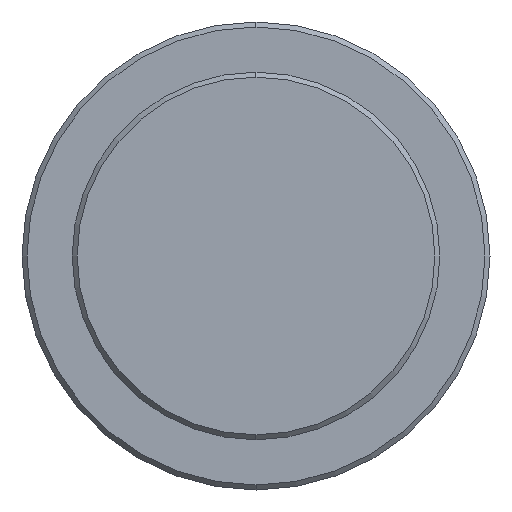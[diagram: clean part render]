
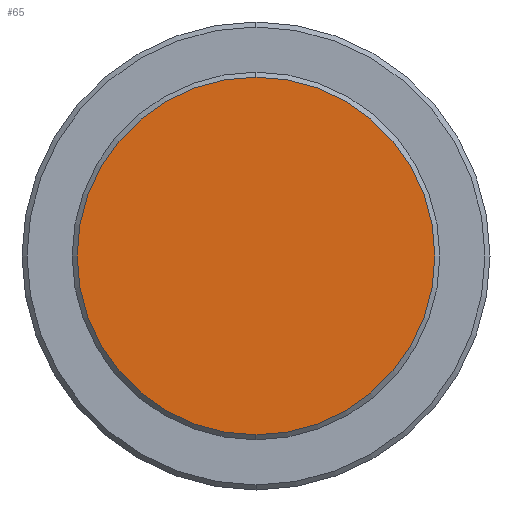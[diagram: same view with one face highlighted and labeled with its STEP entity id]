
A CAD part, left-side view. The second image highlights one B-rep face of the part: STEP entity #65.
In plain terms, the highlighted planar face has unit normal (-1, 0, 0).
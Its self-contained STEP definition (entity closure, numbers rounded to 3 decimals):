
#6 = CIRCLE ( 'NONE', #227, 10.7 ) ;
#16 = DIRECTION ( 'NONE',  ( 0., 0., 1. ) ) ;
#38 = CARTESIAN_POINT ( 'NONE',  ( 0., 0., -10.7 ) ) ;
#65 = ADVANCED_FACE ( 'NONE', ( #521 ), #117, .F. ) ;
#68 = VERTEX_POINT ( 'NONE', #358 ) ;
#117 = PLANE ( 'NONE',  #144 ) ;
#122 = DIRECTION ( 'NONE',  ( 1., 0., 0. ) ) ;
#123 = DIRECTION ( 'NONE',  ( -1., 0., 0. ) ) ;
#130 = VERTEX_POINT ( 'NONE', #38 ) ;
#144 = AXIS2_PLACEMENT_3D ( 'NONE', #225, #122, #276 ) ;
#157 = CARTESIAN_POINT ( 'NONE',  ( 0., 0., 0. ) ) ;
#190 = ORIENTED_EDGE ( 'NONE', *, *, #502, .T. ) ;
#225 = CARTESIAN_POINT ( 'NONE',  ( 0., 0., 0. ) ) ;
#227 = AXIS2_PLACEMENT_3D ( 'NONE', #157, #486, #16 ) ;
#270 = EDGE_CURVE ( 'NONE', #130, #68, #408, .T. ) ;
#276 = DIRECTION ( 'NONE',  ( 0., 0., -1. ) ) ;
#358 = CARTESIAN_POINT ( 'NONE',  ( 0., 0., 10.7 ) ) ;
#408 = CIRCLE ( 'NONE', #535, 10.7 ) ;
#418 = DIRECTION ( 'NONE',  ( 0., 0., 1. ) ) ;
#425 = EDGE_LOOP ( 'NONE', ( #544, #190 ) ) ;
#454 = CARTESIAN_POINT ( 'NONE',  ( 0., 0., 0. ) ) ;
#486 = DIRECTION ( 'NONE',  ( -1., 0., 0. ) ) ;
#502 = EDGE_CURVE ( 'NONE', #68, #130, #6, .T. ) ;
#521 = FACE_OUTER_BOUND ( 'NONE', #425, .T. ) ;
#535 = AXIS2_PLACEMENT_3D ( 'NONE', #454, #123, #418 ) ;
#544 = ORIENTED_EDGE ( 'NONE', *, *, #270, .T. ) ;
